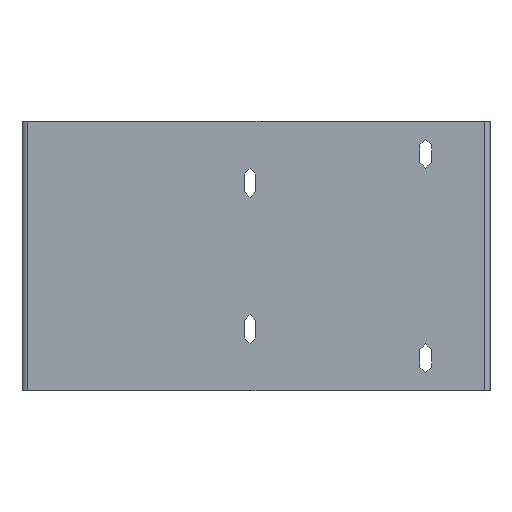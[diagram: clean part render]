
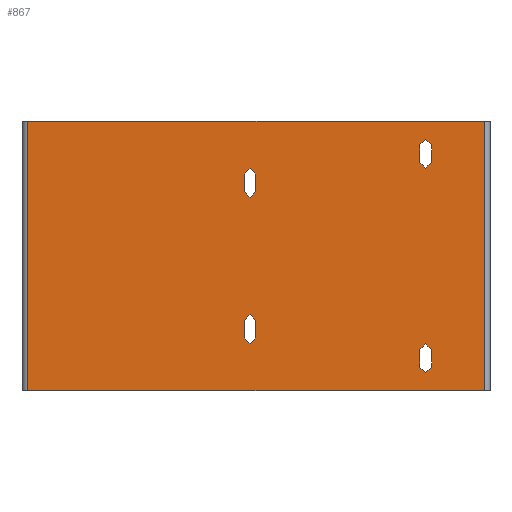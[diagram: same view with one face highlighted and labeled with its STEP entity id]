
A CAD part, left-side view. The second image highlights one B-rep face of the part: STEP entity #867.
In plain terms, the highlighted planar face has unit normal (-1, 0, 0).
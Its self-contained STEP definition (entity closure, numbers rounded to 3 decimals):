
#23=FACE_BOUND('',#115,.T.);
#24=FACE_BOUND('',#116,.T.);
#25=FACE_BOUND('',#117,.T.);
#26=FACE_BOUND('',#118,.T.);
#29=PLANE('',#937);
#66=FACE_OUTER_BOUND('',#114,.T.);
#114=EDGE_LOOP('',(#656,#657,#658,#659));
#115=EDGE_LOOP('',(#660,#661,#662,#663,#664,#665));
#116=EDGE_LOOP('',(#666,#667,#668,#669,#670,#671));
#117=EDGE_LOOP('',(#672,#673,#674,#675,#676,#677));
#118=EDGE_LOOP('',(#678,#679,#680,#681,#682,#683));
#188=LINE('',#1294,#296);
#195=LINE('',#1324,#303);
#197=LINE('',#1328,#305);
#198=LINE('',#1329,#306);
#199=LINE('',#1332,#307);
#200=LINE('',#1334,#308);
#201=LINE('',#1336,#309);
#202=LINE('',#1338,#310);
#203=LINE('',#1340,#311);
#204=LINE('',#1341,#312);
#205=LINE('',#1344,#313);
#206=LINE('',#1346,#314);
#207=LINE('',#1348,#315);
#208=LINE('',#1350,#316);
#209=LINE('',#1352,#317);
#210=LINE('',#1353,#318);
#211=LINE('',#1356,#319);
#212=LINE('',#1358,#320);
#213=LINE('',#1360,#321);
#214=LINE('',#1362,#322);
#215=LINE('',#1364,#323);
#216=LINE('',#1365,#324);
#217=LINE('',#1368,#325);
#218=LINE('',#1370,#326);
#219=LINE('',#1372,#327);
#220=LINE('',#1374,#328);
#221=LINE('',#1376,#329);
#222=LINE('',#1377,#330);
#296=VECTOR('',#1031,10.);
#303=VECTOR('',#1056,10.);
#305=VECTOR('',#1060,10.);
#306=VECTOR('',#1061,10.);
#307=VECTOR('',#1062,10.);
#308=VECTOR('',#1063,10.);
#309=VECTOR('',#1064,10.);
#310=VECTOR('',#1065,10.);
#311=VECTOR('',#1066,10.);
#312=VECTOR('',#1067,10.);
#313=VECTOR('',#1068,10.);
#314=VECTOR('',#1069,10.);
#315=VECTOR('',#1070,10.);
#316=VECTOR('',#1071,10.);
#317=VECTOR('',#1072,10.);
#318=VECTOR('',#1073,10.);
#319=VECTOR('',#1074,10.);
#320=VECTOR('',#1075,10.);
#321=VECTOR('',#1076,10.);
#322=VECTOR('',#1077,10.);
#323=VECTOR('',#1078,10.);
#324=VECTOR('',#1079,10.);
#325=VECTOR('',#1080,10.);
#326=VECTOR('',#1081,10.);
#327=VECTOR('',#1082,10.);
#328=VECTOR('',#1083,10.);
#329=VECTOR('',#1084,10.);
#330=VECTOR('',#1085,10.);
#423=VERTEX_POINT('',#1291);
#424=VERTEX_POINT('',#1293);
#438=VERTEX_POINT('',#1322);
#439=VERTEX_POINT('',#1327);
#440=VERTEX_POINT('',#1330);
#441=VERTEX_POINT('',#1331);
#442=VERTEX_POINT('',#1333);
#443=VERTEX_POINT('',#1335);
#444=VERTEX_POINT('',#1337);
#445=VERTEX_POINT('',#1339);
#446=VERTEX_POINT('',#1342);
#447=VERTEX_POINT('',#1343);
#448=VERTEX_POINT('',#1345);
#449=VERTEX_POINT('',#1347);
#450=VERTEX_POINT('',#1349);
#451=VERTEX_POINT('',#1351);
#452=VERTEX_POINT('',#1354);
#453=VERTEX_POINT('',#1355);
#454=VERTEX_POINT('',#1357);
#455=VERTEX_POINT('',#1359);
#456=VERTEX_POINT('',#1361);
#457=VERTEX_POINT('',#1363);
#458=VERTEX_POINT('',#1366);
#459=VERTEX_POINT('',#1367);
#460=VERTEX_POINT('',#1369);
#461=VERTEX_POINT('',#1371);
#462=VERTEX_POINT('',#1373);
#463=VERTEX_POINT('',#1375);
#509=EDGE_CURVE('',#424,#423,#188,.T.);
#524=EDGE_CURVE('',#438,#423,#195,.T.);
#526=EDGE_CURVE('',#438,#439,#197,.T.);
#527=EDGE_CURVE('',#424,#439,#198,.T.);
#528=EDGE_CURVE('',#440,#441,#199,.T.);
#529=EDGE_CURVE('',#442,#440,#200,.T.);
#530=EDGE_CURVE('',#443,#442,#201,.T.);
#531=EDGE_CURVE('',#444,#443,#202,.T.);
#532=EDGE_CURVE('',#445,#444,#203,.T.);
#533=EDGE_CURVE('',#441,#445,#204,.T.);
#534=EDGE_CURVE('',#446,#447,#205,.T.);
#535=EDGE_CURVE('',#448,#446,#206,.T.);
#536=EDGE_CURVE('',#449,#448,#207,.T.);
#537=EDGE_CURVE('',#450,#449,#208,.T.);
#538=EDGE_CURVE('',#451,#450,#209,.T.);
#539=EDGE_CURVE('',#447,#451,#210,.T.);
#540=EDGE_CURVE('',#452,#453,#211,.T.);
#541=EDGE_CURVE('',#454,#452,#212,.T.);
#542=EDGE_CURVE('',#455,#454,#213,.T.);
#543=EDGE_CURVE('',#456,#455,#214,.T.);
#544=EDGE_CURVE('',#457,#456,#215,.T.);
#545=EDGE_CURVE('',#453,#457,#216,.T.);
#546=EDGE_CURVE('',#458,#459,#217,.T.);
#547=EDGE_CURVE('',#460,#458,#218,.T.);
#548=EDGE_CURVE('',#461,#460,#219,.T.);
#549=EDGE_CURVE('',#462,#461,#220,.T.);
#550=EDGE_CURVE('',#463,#462,#221,.T.);
#551=EDGE_CURVE('',#459,#463,#222,.T.);
#656=ORIENTED_EDGE('',*,*,#524,.F.);
#657=ORIENTED_EDGE('',*,*,#526,.T.);
#658=ORIENTED_EDGE('',*,*,#527,.F.);
#659=ORIENTED_EDGE('',*,*,#509,.T.);
#660=ORIENTED_EDGE('',*,*,#528,.F.);
#661=ORIENTED_EDGE('',*,*,#529,.F.);
#662=ORIENTED_EDGE('',*,*,#530,.F.);
#663=ORIENTED_EDGE('',*,*,#531,.F.);
#664=ORIENTED_EDGE('',*,*,#532,.F.);
#665=ORIENTED_EDGE('',*,*,#533,.F.);
#666=ORIENTED_EDGE('',*,*,#534,.F.);
#667=ORIENTED_EDGE('',*,*,#535,.F.);
#668=ORIENTED_EDGE('',*,*,#536,.F.);
#669=ORIENTED_EDGE('',*,*,#537,.F.);
#670=ORIENTED_EDGE('',*,*,#538,.F.);
#671=ORIENTED_EDGE('',*,*,#539,.F.);
#672=ORIENTED_EDGE('',*,*,#540,.F.);
#673=ORIENTED_EDGE('',*,*,#541,.F.);
#674=ORIENTED_EDGE('',*,*,#542,.F.);
#675=ORIENTED_EDGE('',*,*,#543,.F.);
#676=ORIENTED_EDGE('',*,*,#544,.F.);
#677=ORIENTED_EDGE('',*,*,#545,.F.);
#678=ORIENTED_EDGE('',*,*,#546,.F.);
#679=ORIENTED_EDGE('',*,*,#547,.F.);
#680=ORIENTED_EDGE('',*,*,#548,.F.);
#681=ORIENTED_EDGE('',*,*,#549,.F.);
#682=ORIENTED_EDGE('',*,*,#550,.F.);
#683=ORIENTED_EDGE('',*,*,#551,.F.);
#867=ADVANCED_FACE('',(#66,#23,#24,#25,#26),#29,.F.);
#937=AXIS2_PLACEMENT_3D('',#1326,#1058,#1059);
#1031=DIRECTION('',(0.,-1.,0.));
#1056=DIRECTION('',(0.,0.,-1.));
#1058=DIRECTION('center_axis',(1.,0.,0.));
#1059=DIRECTION('ref_axis',(0.,0.,-1.));
#1060=DIRECTION('',(0.,1.,0.));
#1061=DIRECTION('',(0.,0.,1.));
#1062=DIRECTION('',(0.,0.707,0.707));
#1063=DIRECTION('',(0.,0.,1.));
#1064=DIRECTION('',(0.,-0.707,0.707));
#1065=DIRECTION('',(0.,-0.707,-0.707));
#1066=DIRECTION('',(0.,0.,-1.));
#1067=DIRECTION('',(0.,0.707,-0.707));
#1068=DIRECTION('',(0.,0.707,-0.707));
#1069=DIRECTION('',(0.,0.707,0.707));
#1070=DIRECTION('',(0.,0.,1.));
#1071=DIRECTION('',(0.,-0.707,0.707));
#1072=DIRECTION('',(0.,-0.707,-0.707));
#1073=DIRECTION('',(0.,0.,-1.));
#1074=DIRECTION('',(0.,0.707,0.707));
#1075=DIRECTION('',(0.,0.,1.));
#1076=DIRECTION('',(0.,-0.707,0.707));
#1077=DIRECTION('',(0.,-0.707,-0.707));
#1078=DIRECTION('',(0.,0.,-1.));
#1079=DIRECTION('',(0.,0.707,-0.707));
#1080=DIRECTION('',(0.,0.,-1.));
#1081=DIRECTION('',(0.,0.707,-0.707));
#1082=DIRECTION('',(0.,0.707,0.707));
#1083=DIRECTION('',(0.,0.,1.));
#1084=DIRECTION('',(0.,-0.707,0.707));
#1085=DIRECTION('',(0.,-0.707,-0.707));
#1291=CARTESIAN_POINT('',(0.,-78.,-46.));
#1293=CARTESIAN_POINT('',(0.,78.,-46.));
#1294=CARTESIAN_POINT('',(0.,80.,-46.));
#1322=CARTESIAN_POINT('',(0.,-78.,46.));
#1324=CARTESIAN_POINT('',(0.,-78.,23.));
#1326=CARTESIAN_POINT('Origin',(0.,0.,0.));
#1327=CARTESIAN_POINT('',(0.,78.,46.));
#1328=CARTESIAN_POINT('',(0.,-80.,46.));
#1329=CARTESIAN_POINT('',(0.,78.,-23.));
#1330=CARTESIAN_POINT('',(0.,0.,28.));
#1331=CARTESIAN_POINT('',(0.,2.,30.));
#1332=CARTESIAN_POINT('',(0.,2.,30.));
#1333=CARTESIAN_POINT('',(0.,0.,22.));
#1334=CARTESIAN_POINT('',(0.,0.,22.));
#1335=CARTESIAN_POINT('',(0.,2.,20.));
#1336=CARTESIAN_POINT('',(0.,2.,20.));
#1337=CARTESIAN_POINT('',(0.,4.,22.));
#1338=CARTESIAN_POINT('',(0.,2.,20.));
#1339=CARTESIAN_POINT('',(0.,4.,28.));
#1340=CARTESIAN_POINT('',(0.,4.,28.));
#1341=CARTESIAN_POINT('',(0.,2.,30.));
#1342=CARTESIAN_POINT('',(0.,-58.,40.));
#1343=CARTESIAN_POINT('',(0.,-56.,38.));
#1344=CARTESIAN_POINT('',(0.,-58.,40.));
#1345=CARTESIAN_POINT('',(0.,-60.,38.));
#1346=CARTESIAN_POINT('',(0.,-58.,40.));
#1347=CARTESIAN_POINT('',(0.,-60.,32.));
#1348=CARTESIAN_POINT('',(0.,-60.,32.));
#1349=CARTESIAN_POINT('',(0.,-58.,30.));
#1350=CARTESIAN_POINT('',(0.,-58.,30.));
#1351=CARTESIAN_POINT('',(0.,-56.,32.));
#1352=CARTESIAN_POINT('',(0.,-58.,30.));
#1353=CARTESIAN_POINT('',(0.,-56.,38.));
#1354=CARTESIAN_POINT('',(0.,-60.,-32.));
#1355=CARTESIAN_POINT('',(0.,-58.,-30.));
#1356=CARTESIAN_POINT('',(0.,-58.,-30.));
#1357=CARTESIAN_POINT('',(0.,-60.,-38.));
#1358=CARTESIAN_POINT('',(0.,-60.,-32.));
#1359=CARTESIAN_POINT('',(0.,-58.,-40.));
#1360=CARTESIAN_POINT('',(0.,-58.,-40.));
#1361=CARTESIAN_POINT('',(0.,-56.,-38.));
#1362=CARTESIAN_POINT('',(0.,-58.,-40.));
#1363=CARTESIAN_POINT('',(0.,-56.,-32.));
#1364=CARTESIAN_POINT('',(0.,-56.,-38.));
#1365=CARTESIAN_POINT('',(0.,-58.,-30.));
#1366=CARTESIAN_POINT('',(0.,4.,-22.));
#1367=CARTESIAN_POINT('',(0.,4.,-28.));
#1368=CARTESIAN_POINT('',(0.,4.,-28.));
#1369=CARTESIAN_POINT('',(0.,2.,-20.));
#1370=CARTESIAN_POINT('',(0.,2.,-20.));
#1371=CARTESIAN_POINT('',(0.,0.,-22.));
#1372=CARTESIAN_POINT('',(0.,2.,-20.));
#1373=CARTESIAN_POINT('',(0.,0.,-28.));
#1374=CARTESIAN_POINT('',(0.,0.,-22.));
#1375=CARTESIAN_POINT('',(0.,2.,-30.));
#1376=CARTESIAN_POINT('',(0.,2.,-30.));
#1377=CARTESIAN_POINT('',(0.,2.,-30.));
